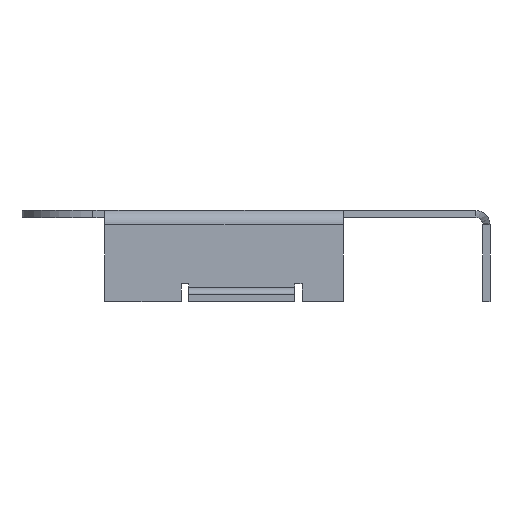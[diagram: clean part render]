
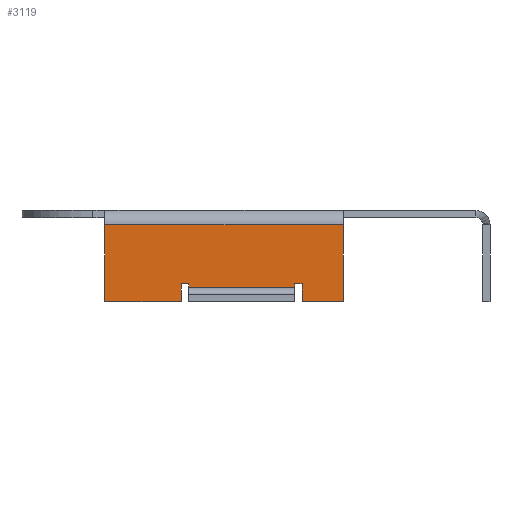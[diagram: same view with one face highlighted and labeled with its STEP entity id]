
A CAD part, left-side view. The second image highlights one B-rep face of the part: STEP entity #3119.
In plain terms, the highlighted planar face has unit normal (-1, 0, 0).
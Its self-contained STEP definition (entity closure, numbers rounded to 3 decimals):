
#2763 = VERTEX_POINT('',#2764);
#2764 = CARTESIAN_POINT('',(-10.55,2.25,0.6));
#2789 = VERTEX_POINT('',#2790);
#2790 = CARTESIAN_POINT('',(-10.55,-2.25,0.6));
#2853 = EDGE_CURVE('',#2763,#2789,#2854,.T.);
#2854 = LINE('',#2855,#2856);
#2855 = CARTESIAN_POINT('',(-10.55,1.5,0.6));
#2856 = VECTOR('',#2857,1.);
#2857 = DIRECTION('',(0.,-1.,0.));
#2894 = VERTEX_POINT('',#2895);
#2895 = CARTESIAN_POINT('',(-10.55,-2.25,0.75));
#2901 = EDGE_CURVE('',#2789,#2894,#2902,.T.);
#2902 = LINE('',#2903,#2904);
#2903 = CARTESIAN_POINT('',(-10.55,-2.25,
    0.982));
#2904 = VECTOR('',#2905,1.);
#2905 = DIRECTION('',(0.,0.,1.));
#2915 = EDGE_CURVE('',#2916,#2918,#2920,.T.);
#2916 = VERTEX_POINT('',#2917);
#2917 = CARTESIAN_POINT('',(-10.55,-2.55,0.75));
#2918 = VERTEX_POINT('',#2919);
#2919 = CARTESIAN_POINT('',(-10.55,-2.55,
    0.));
#2920 = LINE('',#2921,#2922);
#2921 = CARTESIAN_POINT('',(-10.55,-2.55,
    1.357));
#2922 = VECTOR('',#2923,1.);
#2923 = DIRECTION('',(0.,0.,-1.));
#2955 = EDGE_CURVE('',#2894,#2916,#2956,.T.);
#2956 = LINE('',#2957,#2958);
#2957 = CARTESIAN_POINT('',(-10.55,-0.75,0.75));
#2958 = VECTOR('',#2959,1.);
#2959 = DIRECTION('',(0.,-1.,0.));
#3051 = EDGE_CURVE('',#3052,#3054,#3056,.T.);
#3052 = VERTEX_POINT('',#3053);
#3053 = CARTESIAN_POINT('',(-10.55,2.55,
    0.));
#3054 = VERTEX_POINT('',#3055);
#3055 = CARTESIAN_POINT('',(-10.55,2.55,0.75));
#3056 = LINE('',#3057,#3058);
#3057 = CARTESIAN_POINT('',(-10.55,2.55,
    0.982));
#3058 = VECTOR('',#3059,1.);
#3059 = DIRECTION('',(0.,0.,1.));
#3083 = EDGE_CURVE('',#3084,#2763,#3086,.T.);
#3084 = VERTEX_POINT('',#3085);
#3085 = CARTESIAN_POINT('',(-10.55,2.25,0.75));
#3086 = LINE('',#3087,#3088);
#3087 = CARTESIAN_POINT('',(-10.55,2.25,
    1.357));
#3088 = VECTOR('',#3089,1.);
#3089 = DIRECTION('',(0.,0.,-1.));
#3106 = EDGE_CURVE('',#3054,#3084,#3107,.T.);
#3107 = LINE('',#3108,#3109);
#3108 = CARTESIAN_POINT('',(-10.55,1.65,0.75));
#3109 = VECTOR('',#3110,1.);
#3110 = DIRECTION('',(0.,-1.,0.));
#3119 = ADVANCED_FACE('',(#3120),#3167,.T.);
#3120 = FACE_BOUND('',#3121,.T.);
#3121 = EDGE_LOOP('',(#3122,#3123,#3131,#3139,#3147,#3155,#3161,#3162,
    #3163,#3164,#3165,#3166));
#3122 = ORIENTED_EDGE('',*,*,#2915,.T.);
#3123 = ORIENTED_EDGE('',*,*,#3124,.T.);
#3124 = EDGE_CURVE('',#2918,#3125,#3127,.T.);
#3125 = VERTEX_POINT('',#3126);
#3126 = CARTESIAN_POINT('',(-10.55,-4.3,
    0.));
#3127 = LINE('',#3128,#3129);
#3128 = CARTESIAN_POINT('',(-10.55,-4.3,
    0.));
#3129 = VECTOR('',#3130,1.);
#3130 = DIRECTION('',(0.,-1.,0.));
#3131 = ORIENTED_EDGE('',*,*,#3132,.T.);
#3132 = EDGE_CURVE('',#3125,#3133,#3135,.T.);
#3133 = VERTEX_POINT('',#3134);
#3134 = CARTESIAN_POINT('',(-10.55,-4.3,3.25));
#3135 = LINE('',#3136,#3137);
#3136 = CARTESIAN_POINT('',(-10.55,-4.3,3.25));
#3137 = VECTOR('',#3138,1.);
#3138 = DIRECTION('',(0.,0.,1.));
#3139 = ORIENTED_EDGE('',*,*,#3140,.T.);
#3140 = EDGE_CURVE('',#3133,#3141,#3143,.T.);
#3141 = VERTEX_POINT('',#3142);
#3142 = CARTESIAN_POINT('',(-10.55,5.8,3.25));
#3143 = LINE('',#3144,#3145);
#3144 = CARTESIAN_POINT('',(-10.55,0.75,3.25));
#3145 = VECTOR('',#3146,1.);
#3146 = DIRECTION('',(0.,1.,0.));
#3147 = ORIENTED_EDGE('',*,*,#3148,.T.);
#3148 = EDGE_CURVE('',#3141,#3149,#3151,.T.);
#3149 = VERTEX_POINT('',#3150);
#3150 = CARTESIAN_POINT('',(-10.55,5.8,0.)
  );
#3151 = LINE('',#3152,#3153);
#3152 = CARTESIAN_POINT('',(-10.55,5.8,4.607));
#3153 = VECTOR('',#3154,1.);
#3154 = DIRECTION('',(0.,0.,-1.));
#3155 = ORIENTED_EDGE('',*,*,#3156,.T.);
#3156 = EDGE_CURVE('',#3149,#3052,#3157,.T.);
#3157 = LINE('',#3158,#3159);
#3158 = CARTESIAN_POINT('',(-10.55,-4.3,
    0.));
#3159 = VECTOR('',#3160,1.);
#3160 = DIRECTION('',(0.,-1.,0.));
#3161 = ORIENTED_EDGE('',*,*,#3051,.T.);
#3162 = ORIENTED_EDGE('',*,*,#3106,.T.);
#3163 = ORIENTED_EDGE('',*,*,#3083,.T.);
#3164 = ORIENTED_EDGE('',*,*,#2853,.T.);
#3165 = ORIENTED_EDGE('',*,*,#2901,.T.);
#3166 = ORIENTED_EDGE('',*,*,#2955,.T.);
#3167 = PLANE('',#3168);
#3168 = AXIS2_PLACEMENT_3D('',#3169,#3170,#3171);
#3169 = CARTESIAN_POINT('',(-10.55,0.75,
    1.964));
#3170 = DIRECTION('',(-1.,0.,0.));
#3171 = DIRECTION('',(0.,-1.,0.));
